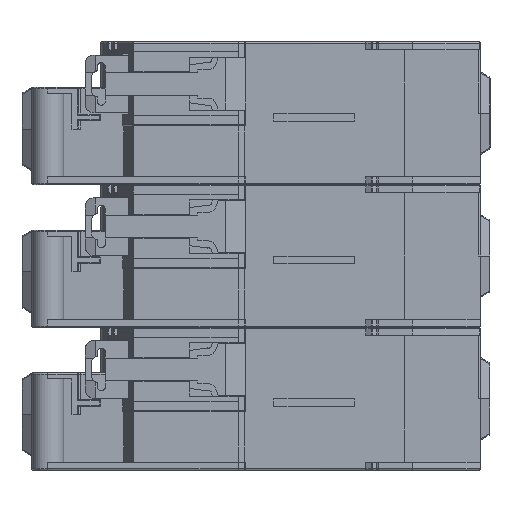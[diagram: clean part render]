
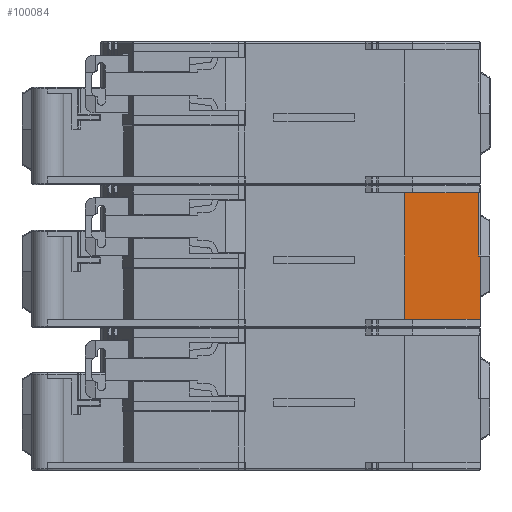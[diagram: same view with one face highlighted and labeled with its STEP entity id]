
A CAD part, front view. The second image highlights one B-rep face of the part: STEP entity #100084.
In plain terms, the highlighted planar face has unit normal (0, -1, 0).
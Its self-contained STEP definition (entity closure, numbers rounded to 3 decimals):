
#4811 = VECTOR ( 'NONE', #131718, 1000. ) ;
#5941 = ORIENTED_EDGE ( 'NONE', *, *, #93902, .T. ) ;
#10411 = EDGE_CURVE ( 'NONE', #153820, #16319, #28938, .T. ) ;
#16319 = VERTEX_POINT ( 'NONE', #42659 ) ;
#16910 = EDGE_CURVE ( 'NONE', #143040, #156258, #35345, .T. ) ;
#24110 = VECTOR ( 'NONE', #29730, 1000. ) ;
#26055 = ORIENTED_EDGE ( 'NONE', *, *, #94252, .F. ) ;
#27656 = VECTOR ( 'NONE', #150759, 1000. ) ;
#28938 = LINE ( 'NONE', #75154, #24110 ) ;
#29719 = CARTESIAN_POINT ( 'NONE',  ( 56.2, -1.8, -2. ) ) ;
#29730 = DIRECTION ( 'NONE',  ( 1., 0., 0. ) ) ;
#30243 = VECTOR ( 'NONE', #53628, 1000. ) ;
#35345 = LINE ( 'NONE', #121330, #4811 ) ;
#37100 = CARTESIAN_POINT ( 'NONE',  ( 37.5, -1.8, -18. ) ) ;
#38543 = CARTESIAN_POINT ( 'NONE',  ( 37.5, -1.8, -34. ) ) ;
#38978 = ORIENTED_EDGE ( 'NONE', *, *, #139940, .F. ) ;
#39315 = LINE ( 'NONE', #64006, #27656 ) ;
#39623 = PLANE ( 'NONE',  #109378 ) ;
#42659 = CARTESIAN_POINT ( 'NONE',  ( 56.2, -1.8, -2. ) ) ;
#53628 = DIRECTION ( 'NONE',  ( 0., 0., -1. ) ) ;
#57935 = EDGE_CURVE ( 'NONE', #16319, #151470, #153101, .T. ) ;
#57972 = EDGE_LOOP ( 'NONE', ( #26055, #38978, #132238, #113506, #5941, #88218 ) ) ;
#59650 = CARTESIAN_POINT ( 'NONE',  ( 37.5, -1.8, -2. ) ) ;
#64006 = CARTESIAN_POINT ( 'NONE',  ( 56.5, -1.8, -18. ) ) ;
#73876 = DIRECTION ( 'NONE',  ( 0., 0., -1. ) ) ;
#75154 = CARTESIAN_POINT ( 'NONE',  ( 37.5, -1.8, -2. ) ) ;
#76262 = CARTESIAN_POINT ( 'NONE',  ( 56.5, -1.8, -34. ) ) ;
#82792 = CARTESIAN_POINT ( 'NONE',  ( 37.5, -1.8, -18. ) ) ;
#85311 = VERTEX_POINT ( 'NONE', #102386 ) ;
#86464 = DIRECTION ( 'NONE',  ( 1., 0., 0. ) ) ;
#88218 = ORIENTED_EDGE ( 'NONE', *, *, #16910, .T. ) ;
#93902 = EDGE_CURVE ( 'NONE', #153820, #143040, #132917, .T. ) ;
#94252 = EDGE_CURVE ( 'NONE', #85311, #156258, #39315, .T. ) ;
#100084 = ADVANCED_FACE ( 'NONE', ( #135999 ), #39623, .T. ) ;
#102386 = CARTESIAN_POINT ( 'NONE',  ( 56.5, -1.8, -18. ) ) ;
#105329 = CARTESIAN_POINT ( 'NONE',  ( 56.2, -1.8, -18. ) ) ;
#109378 = AXIS2_PLACEMENT_3D ( 'NONE', #122459, #149512, #73876 ) ;
#112731 = LINE ( 'NONE', #37100, #138168 ) ;
#113506 = ORIENTED_EDGE ( 'NONE', *, *, #10411, .F. ) ;
#121330 = CARTESIAN_POINT ( 'NONE',  ( 37.5, -1.8, -34. ) ) ;
#122459 = CARTESIAN_POINT ( 'NONE',  ( 37.5, -1.8, -18. ) ) ;
#131375 = DIRECTION ( 'NONE',  ( 0., 0., -1. ) ) ;
#131718 = DIRECTION ( 'NONE',  ( 1., 0., 0. ) ) ;
#132238 = ORIENTED_EDGE ( 'NONE', *, *, #57935, .F. ) ;
#132917 = LINE ( 'NONE', #82792, #157234 ) ;
#135999 = FACE_OUTER_BOUND ( 'NONE', #57972, .T. ) ;
#138168 = VECTOR ( 'NONE', #86464, 1000. ) ;
#139940 = EDGE_CURVE ( 'NONE', #151470, #85311, #112731, .T. ) ;
#143040 = VERTEX_POINT ( 'NONE', #38543 ) ;
#149512 = DIRECTION ( 'NONE',  ( 0., -1., 0. ) ) ;
#150759 = DIRECTION ( 'NONE',  ( 0., 0., -1. ) ) ;
#151470 = VERTEX_POINT ( 'NONE', #105329 ) ;
#153101 = LINE ( 'NONE', #29719, #30243 ) ;
#153820 = VERTEX_POINT ( 'NONE', #59650 ) ;
#156258 = VERTEX_POINT ( 'NONE', #76262 ) ;
#157234 = VECTOR ( 'NONE', #131375, 1000. ) ;
